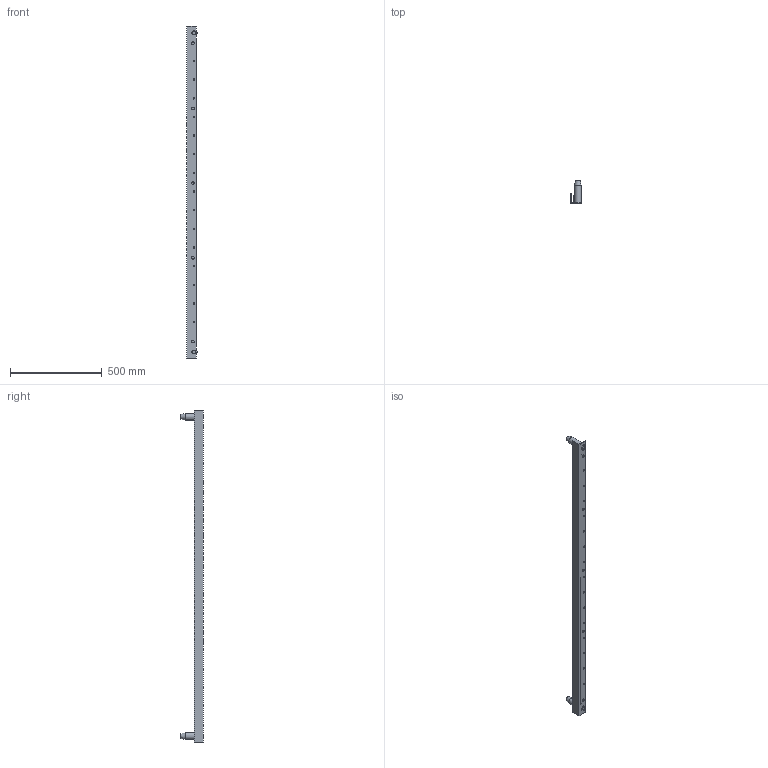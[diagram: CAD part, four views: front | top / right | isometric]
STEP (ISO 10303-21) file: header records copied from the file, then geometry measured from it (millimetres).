
FILE_DESCRIPTION(/* description */ (''),/* implementation_level */ '2;1');
FILE_NAME(/* name */ 'FE-00007_ASM_2_ASM.stp',/* time_stamp */ '2017-01-08T11:48:19-05:00',/* author */ ('jeff1'),/* organization */ (''),/* preprocessor_version */ 'ST-DEVELOPER v16.5',/* originating_system */ 'Autodesk Inventor 2017',/* authorisation */ '');
FILE_SCHEMA (('AUTOMOTIVE_DESIGN { 1 0 10303 214 3 1 1 }'));
Length unit declared in the file: inch
Products named in the file (4): FE-00007_ASM_2_ASM; FE-00007-01_AF0_1; FE-00007-02_AF0_1; FE-00007-03_1
Assembly tree (4 placements, depth 2):
  FE-00007_ASM_2_ASM
    FE-00007-01_AF0_1
    FE-00007-02_AF0_1
    FE-00007-03_1  x2
Bounding box: 56.36 x 123.83 x 1808.16 mm (x, y, z)
Volume: 1179145.4 mm3; surface area: 649419 mm2
Topology: 4 solids, 4 shells, 61 faces, 157 edges, 104 vertices
Faces by surface type: cylinder 39, plane 20, cone 2
Full cylindrical faces by diameter (mm): 7.938 x30, 14.287 x5, 20.637 x2, 36.512 x2
Entity records: 1888 total; most frequent: DIRECTION 320, CARTESIAN_POINT 279, ORIENTED_EDGE 226, EDGE_LOOP 170, AXIS2_PLACEMENT_3D 142, FACE_BOUND 113, EDGE_CURVE 113, VERTEX_POINT 101
